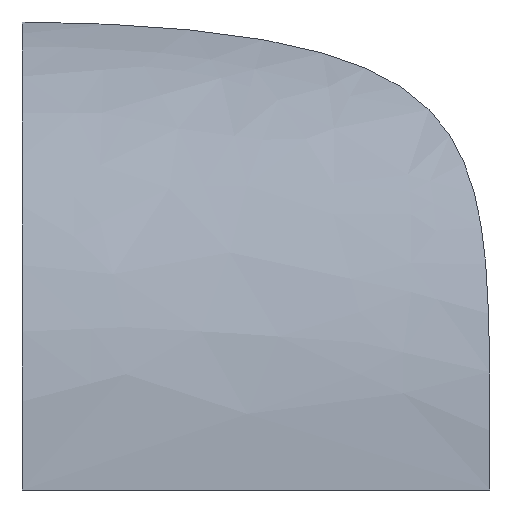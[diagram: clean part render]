
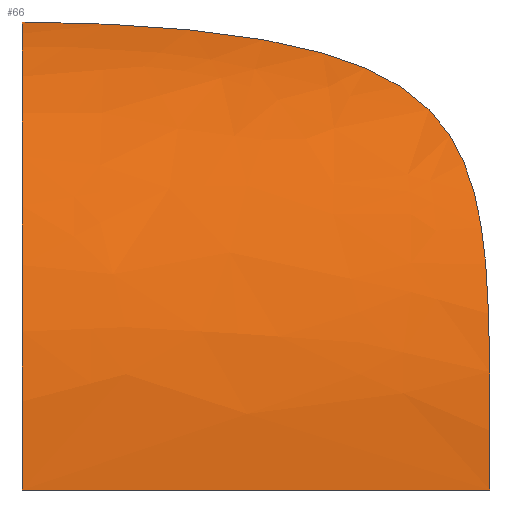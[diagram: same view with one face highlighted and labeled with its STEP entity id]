
A CAD part, front view. The second image highlights one B-rep face of the part: STEP entity #66.
In plain terms, the highlighted free-form (B-spline) face has degree [5, 3] with [8, 4] control points.
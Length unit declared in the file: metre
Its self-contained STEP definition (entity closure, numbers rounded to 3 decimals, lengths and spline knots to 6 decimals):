
#24=B_SPLINE_CURVE_WITH_KNOTS('',3,(#122,#123,#124,#125,#126,#127,#128,
#129,#130,#131,#132,#133,#134,#135,#136,#137,#138,#139,#140,#141,#142,#143,
#144,#145,#146,#147,#148,#149,#150,#151,#152,#153,#154,#155,#156,#157,#158,
#159,#160,#161,#162,#163,#164),.UNSPECIFIED.,.F.,.F.,(4,1,1,1,1,1,1,1,1,
1,1,1,1,1,1,1,1,1,1,1,1,1,1,1,1,1,1,1,1,1,1,1,1,1,1,1,1,1,1,1,4),(0.,0.0625,
0.125,0.15625,0.1875,0.21875,0.234375,0.242188,0.25,0.257813,0.265625,
0.28125,0.3125,0.34375,0.375,0.4375,0.46875,0.484375,0.492188,0.5,0.507813,
0.515625,0.53125,0.5625,0.59375,0.625,0.6875,0.71875,0.75,0.78125,0.8125,
0.84375,0.875,0.90625,0.921875,0.929688,0.9375,0.945313,0.953125,0.96875,
1.),.UNSPECIFIED.);
#25=B_SPLINE_CURVE_WITH_KNOTS('',3,(#170,#171,#172,#173,#174,#175,#176,
#177,#178,#179,#180,#181,#182,#183,#184,#185,#186,#187,#188),
 .UNSPECIFIED.,.F.,.F.,(4,1,1,1,1,1,1,1,1,1,1,1,1,1,1,1,4),(0.,0.0625,0.09375,
0.109375,0.125,0.140625,0.15625,0.1875,0.25,0.3125,0.375,0.4375,0.5,0.5625,
0.625,0.75,1.),.UNSPECIFIED.);
#26=B_SPLINE_CURVE_WITH_KNOTS('',3,(#190,#191,#192,#193),.UNSPECIFIED.,
 .F.,.F.,(4,4),(0.,1.),.UNSPECIFIED.);
#36=ORIENTED_EDGE('',*,*,#44,.F.);
#37=ORIENTED_EDGE('',*,*,#40,.F.);
#38=ORIENTED_EDGE('',*,*,#43,.F.);
#40=EDGE_CURVE('',#45,#47,#24,.T.);
#43=EDGE_CURVE('',#48,#45,#25,.T.);
#44=EDGE_CURVE('',#47,#48,#26,.T.);
#45=VERTEX_POINT('',#120);
#47=VERTEX_POINT('',#165);
#48=VERTEX_POINT('',#169);
#56=EDGE_LOOP('',(#36,#37,#38));
#60=FACE_BOUND('',#56,.T.);
#62=B_SPLINE_SURFACE_WITH_KNOTS('',5,3,((#194,#195,#196,#197),(#198,#199,
#200,#201),(#202,#203,#204,#205),(#206,#207,#208,#209),(#210,#211,#212,
#213),(#214,#215,#216,#217),(#218,#219,#220,#221),(#222,#223,#224,#225)),
 .SURF_OF_LINEAR_EXTRUSION.,.F.,.F.,.F.,(6,2,6),(4,4),(0.01421,
0.5,0.753781),(-0.00919,0.009081),
 .UNSPECIFIED.);
#66=ADVANCED_FACE('',(#60),#62,.T.);
#120=CARTESIAN_POINT('',(0.020705,-0.021028,0.018175));
#122=CARTESIAN_POINT('',(0.020705,-0.021028,0.018175));
#123=CARTESIAN_POINT('',(0.02152,-0.021047,0.018169));
#124=CARTESIAN_POINT('',(0.023108,-0.021152,0.018137));
#125=CARTESIAN_POINT('',(0.024962,-0.021425,0.018048));
#126=CARTESIAN_POINT('',(0.026356,-0.021715,0.017947));
#127=CARTESIAN_POINT('',(0.027353,-0.021964,0.017856));
#128=CARTESIAN_POINT('',(0.028148,-0.022196,0.017768));
#129=CARTESIAN_POINT('',(0.028673,-0.022366,0.017701));
#130=CARTESIAN_POINT('',(0.028982,-0.022471,0.017658));
#131=CARTESIAN_POINT('',(0.029168,-0.022536,0.017632));
#132=CARTESIAN_POINT('',(0.029515,-0.022662,0.01758));
#133=CARTESIAN_POINT('',(0.029912,-0.022814,0.017516));
#134=CARTESIAN_POINT('',(0.03061,-0.023097,0.017393));
#135=CARTESIAN_POINT('',(0.031529,-0.023519,0.017199));
#136=CARTESIAN_POINT('',(0.032538,-0.024054,0.016931));
#137=CARTESIAN_POINT('',(0.033749,-0.024792,0.016531));
#138=CARTESIAN_POINT('',(0.03477,-0.02555,0.016065));
#139=CARTESIAN_POINT('',(0.035515,-0.026213,0.015597));
#140=CARTESIAN_POINT('',(0.035849,-0.026538,0.015352));
#141=CARTESIAN_POINT('',(0.036036,-0.026728,0.015202));
#142=CARTESIAN_POINT('',(0.036155,-0.026852,0.015103));
#143=CARTESIAN_POINT('',(0.036333,-0.027044,0.014945));
#144=CARTESIAN_POINT('',(0.036537,-0.027275,0.014748));
#145=CARTESIAN_POINT('',(0.036881,-0.027686,0.014382));
#146=CARTESIAN_POINT('',(0.037301,-0.028255,0.013826));
#147=CARTESIAN_POINT('',(0.03771,-0.028909,0.013101));
#148=CARTESIAN_POINT('',(0.038153,-0.029751,0.012036));
#149=CARTESIAN_POINT('',(0.038447,-0.030515,0.010853));
#150=CARTESIAN_POINT('',(0.038635,-0.031183,0.009567));
#151=CARTESIAN_POINT('',(0.038736,-0.031649,0.008511));
#152=CARTESIAN_POINT('',(0.038795,-0.032017,0.007526));
#153=CARTESIAN_POINT('',(0.038832,-0.03234,0.00649));
#154=CARTESIAN_POINT('',(0.038853,-0.032602,0.005443));
#155=CARTESIAN_POINT('',(0.038863,-0.032811,0.004347));
#156=CARTESIAN_POINT('',(0.038865,-0.032927,0.003482));
#157=CARTESIAN_POINT('',(0.038866,-0.03299,0.002836));
#158=CARTESIAN_POINT('',(0.038867,-0.033018,0.002472));
#159=CARTESIAN_POINT('',(0.038867,-0.033038,0.00217));
#160=CARTESIAN_POINT('',(0.038867,-0.033049,0.001967));
#161=CARTESIAN_POINT('',(0.038867,-0.033064,0.001639));
#162=CARTESIAN_POINT('',(0.038867,-0.033084,0.001038));
#163=CARTESIAN_POINT('',(0.038867,-0.033091,0.000436));
#164=CARTESIAN_POINT('',(0.038867,-0.033092,0.));
#165=CARTESIAN_POINT('',(0.038867,-0.033092,0.));
#169=CARTESIAN_POINT('',(0.020705,-0.033092,0.));
#170=CARTESIAN_POINT('',(0.020705,-0.033092,0.));
#171=CARTESIAN_POINT('',(0.020705,-0.033091,0.000584));
#172=CARTESIAN_POINT('',(0.020705,-0.033076,0.001392));
#173=CARTESIAN_POINT('',(0.020705,-0.033036,0.002199));
#174=CARTESIAN_POINT('',(0.020705,-0.033005,0.002637));
#175=CARTESIAN_POINT('',(0.020705,-0.032983,0.002911));
#176=CARTESIAN_POINT('',(0.020705,-0.032943,0.003307));
#177=CARTESIAN_POINT('',(0.020705,-0.032886,0.003787));
#178=CARTESIAN_POINT('',(0.020705,-0.032761,0.004641));
#179=CARTESIAN_POINT('',(0.020705,-0.03253,0.005789));
#180=CARTESIAN_POINT('',(0.020705,-0.032115,0.007269));
#181=CARTESIAN_POINT('',(0.020705,-0.031607,0.008644));
#182=CARTESIAN_POINT('',(0.020705,-0.03099,0.009974));
#183=CARTESIAN_POINT('',(0.020705,-0.030283,0.011225));
#184=CARTESIAN_POINT('',(0.020705,-0.029427,0.012474));
#185=CARTESIAN_POINT('',(0.020705,-0.028176,0.01397));
#186=CARTESIAN_POINT('',(0.020705,-0.025605,0.016265));
#187=CARTESIAN_POINT('',(0.020705,-0.022987,0.017562));
#188=CARTESIAN_POINT('',(0.020705,-0.021028,0.018175));
#190=CARTESIAN_POINT('',(0.038867,-0.033092,0.));
#191=CARTESIAN_POINT('',(0.032813,-0.033092,0.));
#192=CARTESIAN_POINT('',(0.026759,-0.033092,0.));
#193=CARTESIAN_POINT('',(0.020705,-0.033092,0.));
#194=CARTESIAN_POINT('',(0.038976,-0.033092,0.));
#195=CARTESIAN_POINT('',(0.032886,-0.033092,0.));
#196=CARTESIAN_POINT('',(0.026796,-0.033092,0.));
#197=CARTESIAN_POINT('',(0.020705,-0.033092,0.));
#198=CARTESIAN_POINT('',(0.038976,-0.033087,0.002737));
#199=CARTESIAN_POINT('',(0.032886,-0.033087,0.002737));
#200=CARTESIAN_POINT('',(0.026796,-0.033087,0.002737));
#201=CARTESIAN_POINT('',(0.020705,-0.033087,0.002737));
#202=CARTESIAN_POINT('',(0.038976,-0.033,0.00553));
#203=CARTESIAN_POINT('',(0.032886,-0.033,0.00553));
#204=CARTESIAN_POINT('',(0.026796,-0.033,0.00553));
#205=CARTESIAN_POINT('',(0.020705,-0.033,0.00553));
#206=CARTESIAN_POINT('',(0.038976,-0.031378,0.010747));
#207=CARTESIAN_POINT('',(0.032886,-0.031378,0.010747));
#208=CARTESIAN_POINT('',(0.026796,-0.031378,0.010747));
#209=CARTESIAN_POINT('',(0.020705,-0.031378,0.010747));
#210=CARTESIAN_POINT('',(0.038976,-0.028387,0.014596));
#211=CARTESIAN_POINT('',(0.032886,-0.028387,0.014596));
#212=CARTESIAN_POINT('',(0.026796,-0.028387,0.014596));
#213=CARTESIAN_POINT('',(0.020705,-0.028387,0.014596));
#214=CARTESIAN_POINT('',(0.038976,-0.024028,0.017077));
#215=CARTESIAN_POINT('',(0.032886,-0.024028,0.017077));
#216=CARTESIAN_POINT('',(0.026796,-0.024028,0.017077));
#217=CARTESIAN_POINT('',(0.020705,-0.024028,0.017077));
#218=CARTESIAN_POINT('',(0.038976,-0.022463,0.017738));
#219=CARTESIAN_POINT('',(0.032886,-0.022463,0.017738));
#220=CARTESIAN_POINT('',(0.026796,-0.022463,0.017738));
#221=CARTESIAN_POINT('',(0.020705,-0.022463,0.017738));
#222=CARTESIAN_POINT('',(0.038976,-0.020892,0.018217));
#223=CARTESIAN_POINT('',(0.032886,-0.020892,0.018217));
#224=CARTESIAN_POINT('',(0.026796,-0.020892,0.018217));
#225=CARTESIAN_POINT('',(0.020705,-0.020892,0.018217));
